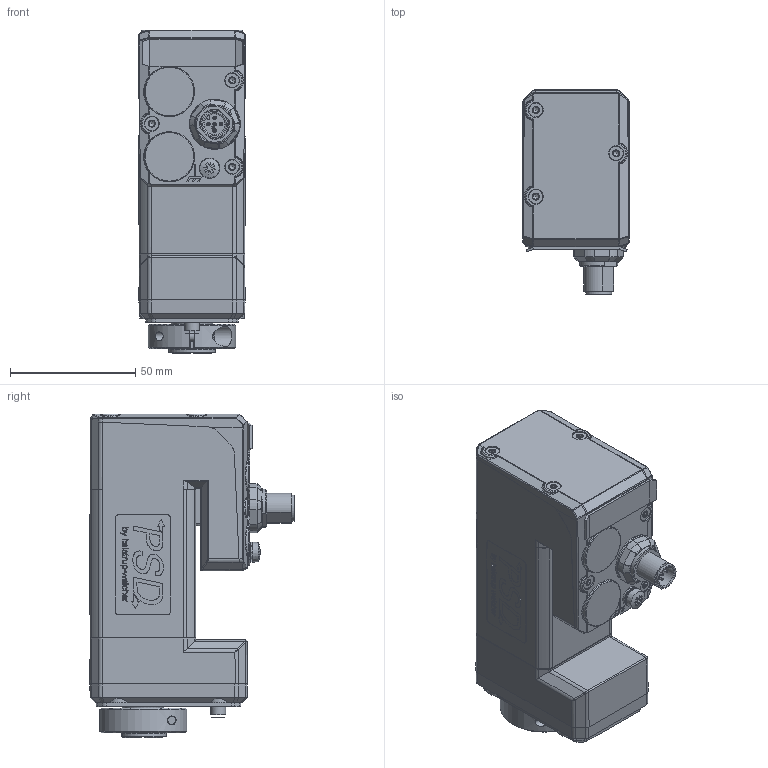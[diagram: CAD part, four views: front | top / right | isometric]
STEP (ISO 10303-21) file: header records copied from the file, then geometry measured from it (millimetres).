
FILE_DESCRIPTION(/* description */ (''),/* implementation_level */ '2;1');
FILE_NAME(/* name */ '7300.016713C.stp',/* time_stamp */ '2020-08-10T12:44:46+02:00',/* author */ ('pmilde'),/* organization */ (''),/* preprocessor_version */ 'ST-DEVELOPER v17',/* originating_system */ 'Autodesk Inventor 2018',/* authorisation */ '');
FILE_SCHEMA (('AUTOMOTIVE_DESIGN { 1 0 10303 214 3 1 1 }'));
Products named in the file (1): ENG-105238
Bounding box: 42.4 x 81.46 x 129 mm (x, y, z)
Volume: 286134.9 mm3; surface area: 38742.6 mm2
Topology: 4 solids, 4 shells, 1924 faces, 5225 edges, 3380 vertices
Faces by surface type: plane 788, bspline 519, cylinder 406, cone 146, torus 46, sphere 19
Full cylindrical faces by diameter (mm): 0.6 x3, 0.8 x5, 1 x3, 1.4 x4, 2.693 x4, 3 x4, 3.2 x4, 3.459 x1, 4 x1, 4.5 x1, 5.6 x6, 6 x7, 7 x2, 8 x2, 8.2 x1, 8.3 x1, 10.4 x1, 17 x1, 22 x1, 23 x1
Entity records: 70281 total; most frequent: CARTESIAN_POINT 23498, ORIENTED_EDGE 10372, DIRECTION 7764, EDGE_CURVE 5186, VERTEX_POINT 3380, AXIS2_PLACEMENT_3D 2609, LINE 2546, VECTOR 2546
